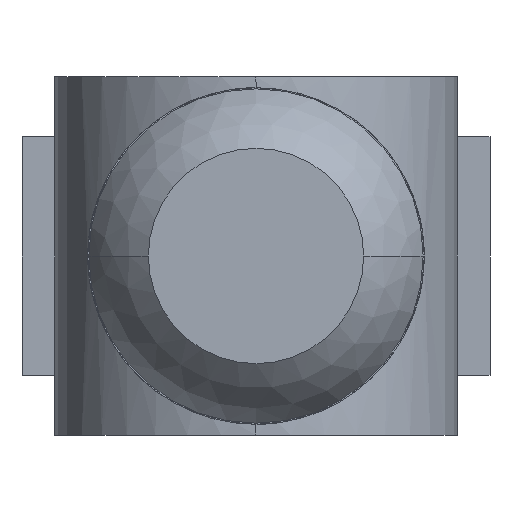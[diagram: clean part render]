
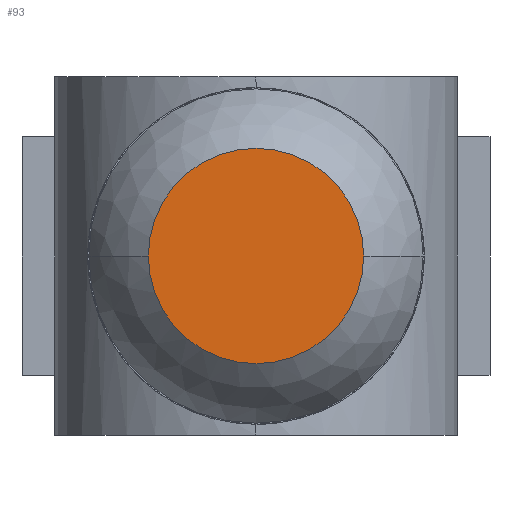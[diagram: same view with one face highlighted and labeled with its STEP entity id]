
A CAD part, left-side view. The second image highlights one B-rep face of the part: STEP entity #93.
In plain terms, the highlighted planar face has unit normal (-1, 0, 0).
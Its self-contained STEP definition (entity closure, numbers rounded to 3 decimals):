
#93=ADVANCED_FACE('',(#195),#196,.T.);
#195=FACE_OUTER_BOUND('',#303,.T.);
#196=PLANE('',#304);
#303=EDGE_LOOP('',(#503,#504));
#304=AXIS2_PLACEMENT_3D('',#505,#506,#507);
#503=ORIENTED_EDGE('',*,*,#690,.T.);
#504=ORIENTED_EDGE('',*,*,#638,.T.);
#505=CARTESIAN_POINT('',(-5.925,0.,0.));
#506=DIRECTION('',(-1.0,0.,0.));
#507=DIRECTION('',(0.,1.0,0.0));
#638=EDGE_CURVE('',#749,#753,#755,.T.);
#690=EDGE_CURVE('',#753,#749,#829,.T.);
#749=VERTEX_POINT('',#910);
#753=VERTEX_POINT('',#914);
#755=CIRCLE('',#916,4.51);
#829=CIRCLE('',#1114,4.51);
#910=CARTESIAN_POINT('',(-5.925,-4.51,0.));
#914=CARTESIAN_POINT('',(-5.925,4.51,0.));
#916=AXIS2_PLACEMENT_3D('',#1229,#1230,#1231);
#1114=AXIS2_PLACEMENT_3D('',#1292,#1293,#1294);
#1229=CARTESIAN_POINT('',(-5.925,0.,0.));
#1230=DIRECTION('',(-1.0,0.,0.));
#1231=DIRECTION('',(0.0,-1.0,0.));
#1292=CARTESIAN_POINT('',(-5.925,0.,0.));
#1293=DIRECTION('',(-1.0,0.,0.));
#1294=DIRECTION('',(0.0,-1.0,0.));
